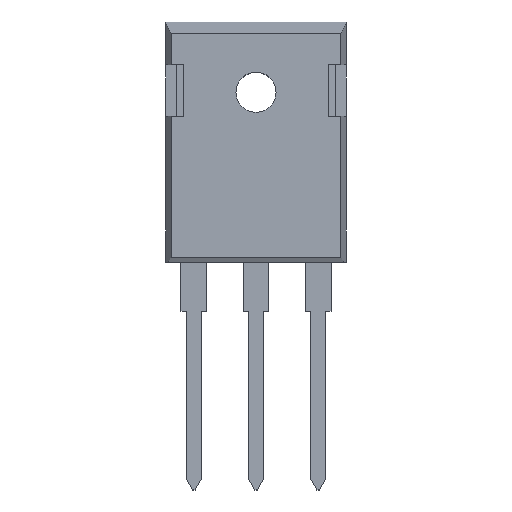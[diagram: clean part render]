
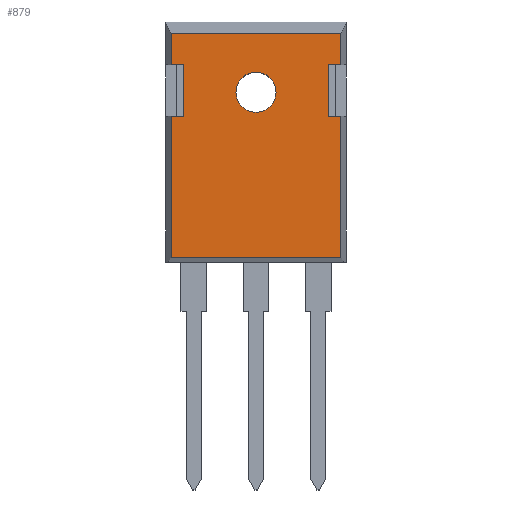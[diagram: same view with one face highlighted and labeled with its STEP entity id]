
A CAD part, top view. The second image highlights one B-rep face of the part: STEP entity #879.
In plain terms, the highlighted planar face has unit normal (0, 0, 1).
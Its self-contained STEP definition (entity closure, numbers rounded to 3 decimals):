
#11 = VERTEX_POINT ( 'NONE', #1879 ) ;
#63 = CARTESIAN_POINT ( 'NONE',  ( 6.3, 12.75, 5. ) ) ;
#91 = CARTESIAN_POINT ( 'NONE',  ( -7.4, 20., 5. ) ) ;
#127 = CARTESIAN_POINT ( 'NONE',  ( -7.4, 0.402, 5. ) ) ;
#166 = CARTESIAN_POINT ( 'NONE',  ( -7.4, 12.75, 5. ) ) ;
#183 = LINE ( 'NONE', #1824, #605 ) ;
#192 = CARTESIAN_POINT ( 'NONE',  ( 3.95, 12.75, 5. ) ) ;
#193 = ORIENTED_EDGE ( 'NONE', *, *, #2331, .T. ) ;
#195 = ORIENTED_EDGE ( 'NONE', *, *, #342, .T. ) ;
#201 = CARTESIAN_POINT ( 'NONE',  ( 0., 14.85, 5. ) ) ;
#210 = VERTEX_POINT ( 'NONE', #63 ) ;
#230 = AXIS2_PLACEMENT_3D ( 'NONE', #1192, #499, #525 ) ;
#251 = FACE_OUTER_BOUND ( 'NONE', #1979, .T. ) ;
#253 = CARTESIAN_POINT ( 'NONE',  ( 7.4, 0.402, 5. ) ) ;
#262 = EDGE_CURVE ( 'NONE', #2810, #2576, #1728, .T. ) ;
#275 = DIRECTION ( 'NONE',  ( 0., 1., 0. ) ) ;
#293 = LINE ( 'NONE', #2388, #2902 ) ;
#301 = EDGE_CURVE ( 'NONE', #11, #2576, #293, .T. ) ;
#342 = EDGE_CURVE ( 'NONE', #1379, #535, #2265, .T. ) ;
#399 = LINE ( 'NONE', #868, #1268 ) ;
#499 = DIRECTION ( 'NONE',  ( 0., 0., 1. ) ) ;
#525 = DIRECTION ( 'NONE',  ( 0., -1., 0. ) ) ;
#535 = VERTEX_POINT ( 'NONE', #166 ) ;
#589 = ORIENTED_EDGE ( 'NONE', *, *, #1895, .T. ) ;
#605 = VECTOR ( 'NONE', #2727, 1000. ) ;
#660 = ORIENTED_EDGE ( 'NONE', *, *, #1165, .F. ) ;
#694 = DIRECTION ( 'NONE',  ( 0., 1., 0. ) ) ;
#707 = DIRECTION ( 'NONE',  ( 1., 0., 0. ) ) ;
#729 = ORIENTED_EDGE ( 'NONE', *, *, #2421, .T. ) ;
#744 = AXIS2_PLACEMENT_3D ( 'NONE', #1194, #1383, #707 ) ;
#748 = LINE ( 'NONE', #2602, #1481 ) ;
#752 = EDGE_CURVE ( 'NONE', #2851, #1379, #183, .T. ) ;
#759 = VERTEX_POINT ( 'NONE', #1838 ) ;
#764 = CARTESIAN_POINT ( 'NONE',  ( -7.4, 17.25, 5. ) ) ;
#825 = CIRCLE ( 'NONE', #744, 1.75 ) ;
#868 = CARTESIAN_POINT ( 'NONE',  ( -7.4, 10., 5. ) ) ;
#879 = ADVANCED_FACE ( 'NONE', ( #1693, #251 ), #2608, .T. ) ;
#924 = VECTOR ( 'NONE', #2814, 1000. ) ;
#959 = ORIENTED_EDGE ( 'NONE', *, *, #2541, .T. ) ;
#980 = ORIENTED_EDGE ( 'NONE', *, *, #752, .T. ) ;
#991 = VECTOR ( 'NONE', #2669, 1000. ) ;
#996 = AXIS2_PLACEMENT_3D ( 'NONE', #201, #1826, #2763 ) ;
#999 = DIRECTION ( 'NONE',  ( 0., -1., 0. ) ) ;
#1081 = CARTESIAN_POINT ( 'NONE',  ( 6.3, 17.25, 5. ) ) ;
#1084 = VECTOR ( 'NONE', #1865, 1000. ) ;
#1111 = CARTESIAN_POINT ( 'NONE',  ( -1.75, 14.85, 5. ) ) ;
#1126 = DIRECTION ( 'NONE',  ( 0., 1., 0. ) ) ;
#1137 = VERTEX_POINT ( 'NONE', #1111 ) ;
#1165 = EDGE_CURVE ( 'NONE', #1535, #1576, #2540, .T. ) ;
#1192 = CARTESIAN_POINT ( 'NONE',  ( 0., 20., 5. ) ) ;
#1194 = CARTESIAN_POINT ( 'NONE',  ( 0., 14.85, 5. ) ) ;
#1240 = VECTOR ( 'NONE', #694, 1000. ) ;
#1253 = VECTOR ( 'NONE', #2692, 1000. ) ;
#1268 = VECTOR ( 'NONE', #1126, 1000. ) ;
#1288 = VERTEX_POINT ( 'NONE', #2095 ) ;
#1297 = VECTOR ( 'NONE', #2428, 1000. ) ;
#1329 = LINE ( 'NONE', #192, #2813 ) ;
#1366 = EDGE_CURVE ( 'NONE', #1623, #2553, #2295, .T. ) ;
#1379 = VERTEX_POINT ( 'NONE', #1832 ) ;
#1383 = DIRECTION ( 'NONE',  ( 0., 0., -1. ) ) ;
#1421 = CARTESIAN_POINT ( 'NONE',  ( 3.15, 17.25, 5. ) ) ;
#1476 = CIRCLE ( 'NONE', #996, 1.75 ) ;
#1481 = VECTOR ( 'NONE', #275, 1000. ) ;
#1532 = CARTESIAN_POINT ( 'NONE',  ( 0., 20., 5. ) ) ;
#1535 = VERTEX_POINT ( 'NONE', #764 ) ;
#1576 = VERTEX_POINT ( 'NONE', #91 ) ;
#1601 = EDGE_CURVE ( 'NONE', #1576, #1288, #1992, .T. ) ;
#1606 = CARTESIAN_POINT ( 'NONE',  ( 7.4, 17.25, 5. ) ) ;
#1617 = ORIENTED_EDGE ( 'NONE', *, *, #2266, .F. ) ;
#1623 = VERTEX_POINT ( 'NONE', #1081 ) ;
#1661 = ORIENTED_EDGE ( 'NONE', *, *, #2679, .T. ) ;
#1682 = CARTESIAN_POINT ( 'NONE',  ( -3.95, 17.25, 5. ) ) ;
#1693 = FACE_BOUND ( 'NONE', #2091, .T. ) ;
#1728 = LINE ( 'NONE', #1917, #1297 ) ;
#1761 = CARTESIAN_POINT ( 'NONE',  ( -6.3, 17.25, 5. ) ) ;
#1767 = DIRECTION ( 'NONE',  ( 0., -1., 0. ) ) ;
#1801 = LINE ( 'NONE', #2737, #2253 ) ;
#1824 = CARTESIAN_POINT ( 'NONE',  ( -6.3, 18.625, 5. ) ) ;
#1826 = DIRECTION ( 'NONE',  ( 0., 0., -1. ) ) ;
#1832 = CARTESIAN_POINT ( 'NONE',  ( -6.3, 12.75, 5. ) ) ;
#1838 = CARTESIAN_POINT ( 'NONE',  ( 1.75, 14.85, 5. ) ) ;
#1849 = DIRECTION ( 'NONE',  ( -1., 0., 0. ) ) ;
#1865 = DIRECTION ( 'NONE',  ( 1., 0., 0. ) ) ;
#1879 = CARTESIAN_POINT ( 'NONE',  ( 7.4, 12.75, 5. ) ) ;
#1887 = ORIENTED_EDGE ( 'NONE', *, *, #262, .T. ) ;
#1895 = EDGE_CURVE ( 'NONE', #1137, #759, #1476, .T. ) ;
#1908 = ORIENTED_EDGE ( 'NONE', *, *, #1601, .F. ) ;
#1917 = CARTESIAN_POINT ( 'NONE',  ( 0., 0.402, 5. ) ) ;
#1979 = EDGE_LOOP ( 'NONE', ( #2101, #1617, #1908, #660, #1661, #980, #195, #2607, #1887, #2583, #729, #193 ) ) ;
#1992 = LINE ( 'NONE', #1532, #991 ) ;
#2045 = CARTESIAN_POINT ( 'NONE',  ( -3.15, 12.75, 5. ) ) ;
#2091 = EDGE_LOOP ( 'NONE', ( #959, #589 ) ) ;
#2095 = CARTESIAN_POINT ( 'NONE',  ( 7.4, 20., 5. ) ) ;
#2101 = ORIENTED_EDGE ( 'NONE', *, *, #1366, .T. ) ;
#2253 = VECTOR ( 'NONE', #1767, 1000. ) ;
#2265 = LINE ( 'NONE', #2045, #1253 ) ;
#2266 = EDGE_CURVE ( 'NONE', #1288, #2553, #1801, .T. ) ;
#2295 = LINE ( 'NONE', #1421, #1084 ) ;
#2311 = CARTESIAN_POINT ( 'NONE',  ( -7.4, 10., 5. ) ) ;
#2331 = EDGE_CURVE ( 'NONE', #210, #1623, #748, .T. ) ;
#2366 = LINE ( 'NONE', #1682, #924 ) ;
#2388 = CARTESIAN_POINT ( 'NONE',  ( 7.4, 10., 5. ) ) ;
#2421 = EDGE_CURVE ( 'NONE', #11, #210, #1329, .T. ) ;
#2428 = DIRECTION ( 'NONE',  ( 1., 0., 0. ) ) ;
#2540 = LINE ( 'NONE', #2311, #1240 ) ;
#2541 = EDGE_CURVE ( 'NONE', #759, #1137, #825, .T. ) ;
#2553 = VERTEX_POINT ( 'NONE', #1606 ) ;
#2576 = VERTEX_POINT ( 'NONE', #253 ) ;
#2583 = ORIENTED_EDGE ( 'NONE', *, *, #301, .F. ) ;
#2602 = CARTESIAN_POINT ( 'NONE',  ( 6.3, 16.375, 5. ) ) ;
#2607 = ORIENTED_EDGE ( 'NONE', *, *, #2719, .F. ) ;
#2608 = PLANE ( 'NONE',  #230 ) ;
#2669 = DIRECTION ( 'NONE',  ( 1., 0., 0. ) ) ;
#2679 = EDGE_CURVE ( 'NONE', #1535, #2851, #2366, .T. ) ;
#2692 = DIRECTION ( 'NONE',  ( -1., 0., 0. ) ) ;
#2719 = EDGE_CURVE ( 'NONE', #2810, #535, #399, .T. ) ;
#2727 = DIRECTION ( 'NONE',  ( 0., -1., 0. ) ) ;
#2737 = CARTESIAN_POINT ( 'NONE',  ( 7.4, 10., 5. ) ) ;
#2763 = DIRECTION ( 'NONE',  ( 1., 0., 0. ) ) ;
#2810 = VERTEX_POINT ( 'NONE', #127 ) ;
#2813 = VECTOR ( 'NONE', #1849, 1000. ) ;
#2814 = DIRECTION ( 'NONE',  ( 1., 0., 0. ) ) ;
#2851 = VERTEX_POINT ( 'NONE', #1761 ) ;
#2902 = VECTOR ( 'NONE', #999, 1000. ) ;
